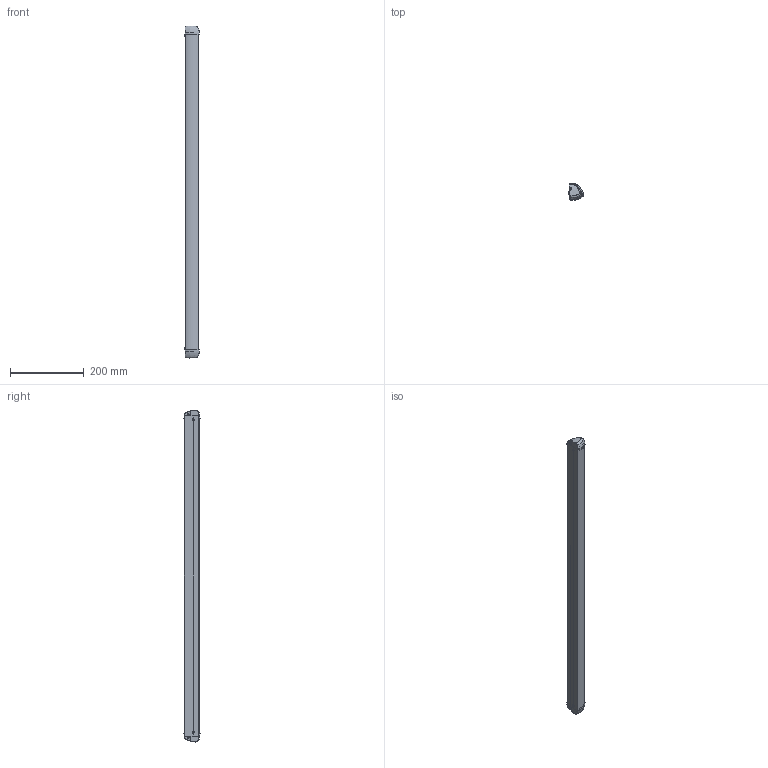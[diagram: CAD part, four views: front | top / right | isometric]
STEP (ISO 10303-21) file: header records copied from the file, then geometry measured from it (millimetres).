
FILE_DESCRIPTION((''),'2;1');
FILE_NAME('DB_CAD-8935_TOPSCAN_ASM','2024-03-26T13:41:48',('tiniedziel'),(''),'CREO PARAMETRIC BY PTC INC, 2022284','CREO PARAMETRIC BY PTC INC, 2022284','');
FILE_SCHEMA(('CONFIG_CONTROL_DESIGN','SHAPE_APPEARANCE_LAYERS_GROUPS'));
Length unit declared in the file: millimetre
Products named in the file (1): DB_CAD-8935_TOPSCAN_ASM
Bounding box: 40.01 x 43.77 x 901.79 mm (x, y, z)
Volume: 1048091.3 mm3; surface area: 134498.3 mm2
Topology: 1 solids, 3 shells, 285 faces, 729 edges, 446 vertices
Faces by surface type: plane 79, bspline 74, cylinder 58, cone 32, torus 20, extrusion 14, sphere 8
Entity records: 15190 total; most frequent: CARTESIAN_POINT 6828, ORIENTED_EDGE 1450, DIRECTION 1123, EDGE_CURVE 725, VERTEX_POINT 446, AXIS2_PLACEMENT_3D 438, PRESENTATION_STYLE_ASSIGNMENT 299, STYLED_ITEM 299
